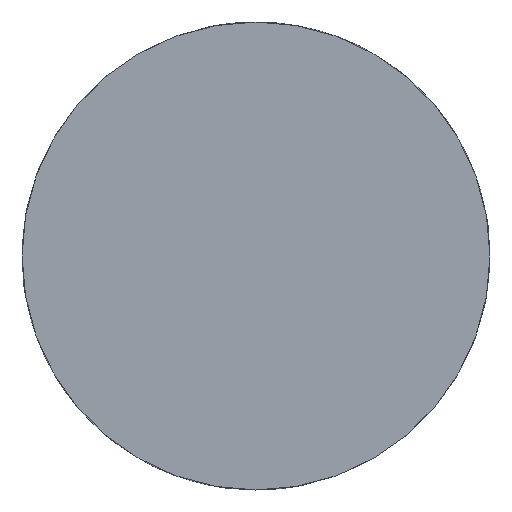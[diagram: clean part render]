
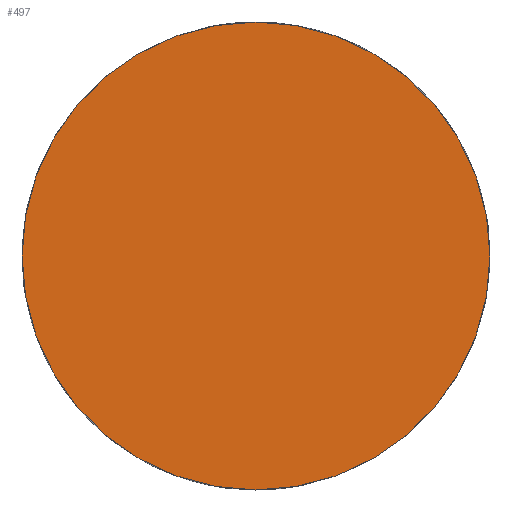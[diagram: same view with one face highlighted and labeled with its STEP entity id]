
A CAD part, front view. The second image highlights one B-rep face of the part: STEP entity #497.
In plain terms, the highlighted planar face has unit normal (0, -1, 0).
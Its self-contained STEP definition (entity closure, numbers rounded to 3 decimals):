
#6 = DIRECTION ( 'NONE',  ( 0., 0., 1. ) ) ;
#49 = CIRCLE ( 'NONE', #339, 13.5 ) ;
#84 = ORIENTED_EDGE ( 'NONE', *, *, #327, .F. ) ;
#113 = AXIS2_PLACEMENT_3D ( 'NONE', #319, #274, #370 ) ;
#122 = CARTESIAN_POINT ( 'NONE',  ( 0., 0., 0. ) ) ;
#123 = CIRCLE ( 'NONE', #538, 13.5 ) ;
#144 = PLANE ( 'NONE',  #113 ) ;
#153 = EDGE_CURVE ( 'NONE', #511, #335, #49, .T. ) ;
#154 = CARTESIAN_POINT ( 'NONE',  ( 0., 0., 0. ) ) ;
#165 = ORIENTED_EDGE ( 'NONE', *, *, #153, .F. ) ;
#200 = DIRECTION ( 'NONE',  ( 0., 1., 0. ) ) ;
#274 = DIRECTION ( 'NONE',  ( 0., 1., 0. ) ) ;
#319 = CARTESIAN_POINT ( 'NONE',  ( 0., 0., 0. ) ) ;
#327 = EDGE_CURVE ( 'NONE', #335, #511, #123, .T. ) ;
#335 = VERTEX_POINT ( 'NONE', #397 ) ;
#339 = AXIS2_PLACEMENT_3D ( 'NONE', #154, #200, #6 ) ;
#370 = DIRECTION ( 'NONE',  ( 0., 0., 1. ) ) ;
#397 = CARTESIAN_POINT ( 'NONE',  ( 0., 0., -13.5 ) ) ;
#427 = EDGE_LOOP ( 'NONE', ( #84, #165 ) ) ;
#459 = CARTESIAN_POINT ( 'NONE',  ( 0., 0., 13.5 ) ) ;
#485 = DIRECTION ( 'NONE',  ( 0., 0., 1. ) ) ;
#497 = ADVANCED_FACE ( 'NONE', ( #562 ), #144, .F. ) ;
#511 = VERTEX_POINT ( 'NONE', #459 ) ;
#523 = DIRECTION ( 'NONE',  ( 0., 1., 0. ) ) ;
#538 = AXIS2_PLACEMENT_3D ( 'NONE', #122, #523, #485 ) ;
#562 = FACE_OUTER_BOUND ( 'NONE', #427, .T. ) ;
